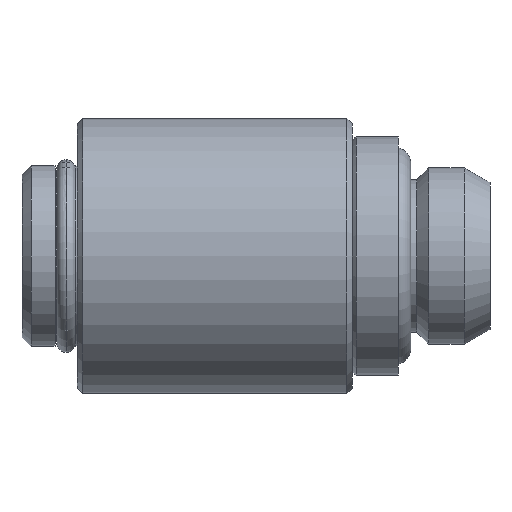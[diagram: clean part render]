
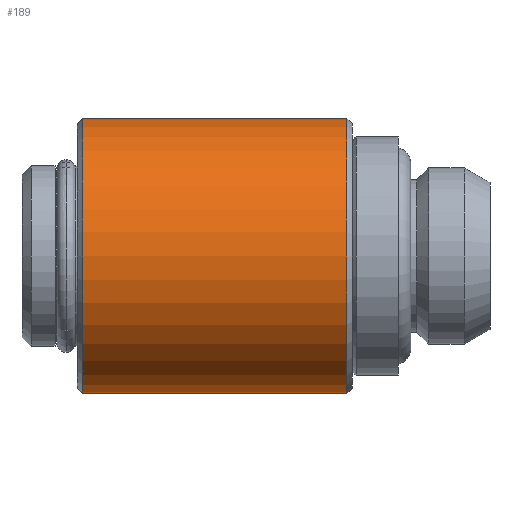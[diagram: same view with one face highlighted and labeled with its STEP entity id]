
A CAD part, left-side view. The second image highlights one B-rep face of the part: STEP entity #189.
In plain terms, the highlighted cylindrical face has radius 7.5 mm (diameter 15 mm), a partial arc.
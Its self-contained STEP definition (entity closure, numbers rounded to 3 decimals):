
#125 = EDGE_CURVE ( 'NONE', #633, #634, #1639, .T. ) ;
#178 = EDGE_CURVE ( 'NONE', #634, #629, #1212, .T. ) ;
#179 = EDGE_CURVE ( 'NONE', #633, #630, #1211, .T. ) ;
#189 = ADVANCED_FACE ( 'NONE', ( #1203 ), #1206, .T. ) ;
#202 = EDGE_CURVE ( 'NONE', #630, #629, #1028, .T. ) ;
#629 = VERTEX_POINT ( 'NONE', #2258 ) ;
#630 = VERTEX_POINT ( 'NONE', #2259 ) ;
#633 = VERTEX_POINT ( 'NONE', #2262 ) ;
#634 = VERTEX_POINT ( 'NONE', #2263 ) ;
#739 = VECTOR ( 'NONE', #1733, 1000. ) ;
#741 = VECTOR ( 'NONE', #1731, 1000. ) ;
#752 = AXIS2_PLACEMENT_3D ( 'NONE', #1756, #1757, #1758 ) ;
#839 = DIRECTION ( 'NONE',  ( 0., 0., -1. ) ) ;
#840 = DIRECTION ( 'NONE',  ( 0., -1., 0. ) ) ;
#841 = CARTESIAN_POINT ( 'NONE',  ( 0., 7.2, 0. ) ) ;
#1025 = AXIS2_PLACEMENT_3D ( 'NONE', #1922, #1923, #1924 ) ;
#1028 = CIRCLE ( 'NONE', #1025, 7.5 ) ;
#1040 = ORIENTED_EDGE ( 'NONE', *, *, #179, .F. ) ;
#1041 = ORIENTED_EDGE ( 'NONE', *, *, #125, .T. ) ;
#1043 = ORIENTED_EDGE ( 'NONE', *, *, #202, .F. ) ;
#1203 = FACE_OUTER_BOUND ( 'NONE', #1566, .T. ) ;
#1206 = CYLINDRICAL_SURFACE ( 'NONE', #752, 7.5 ) ;
#1211 = LINE ( 'NONE', #1732, #739 ) ;
#1212 = LINE ( 'NONE', #1730, #741 ) ;
#1468 = ORIENTED_EDGE ( 'NONE', *, *, #178, .T. ) ;
#1566 = EDGE_LOOP ( 'NONE', ( #1040, #1041, #1468, #1043 ) ) ;
#1629 = AXIS2_PLACEMENT_3D ( 'NONE', #841, #840, #839 ) ;
#1639 = CIRCLE ( 'NONE', #1629, 7.5 ) ;
#1730 = CARTESIAN_POINT ( 'NONE',  ( 0., -9.881, -7.5 ) ) ;
#1731 = DIRECTION ( 'NONE',  ( 0., -1., 0. ) ) ;
#1732 = CARTESIAN_POINT ( 'NONE',  ( 0., -9.881, 7.5 ) ) ;
#1733 = DIRECTION ( 'NONE',  ( 0., -1., 0. ) ) ;
#1756 = CARTESIAN_POINT ( 'NONE',  ( 0., -9.881, 0. ) ) ;
#1757 = DIRECTION ( 'NONE',  ( 0., -1., 0. ) ) ;
#1758 = DIRECTION ( 'NONE',  ( 0., 0., -1. ) ) ;
#1922 = CARTESIAN_POINT ( 'NONE',  ( 0., -7.2, 0. ) ) ;
#1923 = DIRECTION ( 'NONE',  ( 0., -1., 0. ) ) ;
#1924 = DIRECTION ( 'NONE',  ( 0., 0., -1. ) ) ;
#2258 = CARTESIAN_POINT ( 'NONE',  ( 0., -7.2, -7.5 ) ) ;
#2259 = CARTESIAN_POINT ( 'NONE',  ( 0., -7.2, 7.5 ) ) ;
#2262 = CARTESIAN_POINT ( 'NONE',  ( 0., 7.2, 7.5 ) ) ;
#2263 = CARTESIAN_POINT ( 'NONE',  ( 0., 7.2, -7.5 ) ) ;
